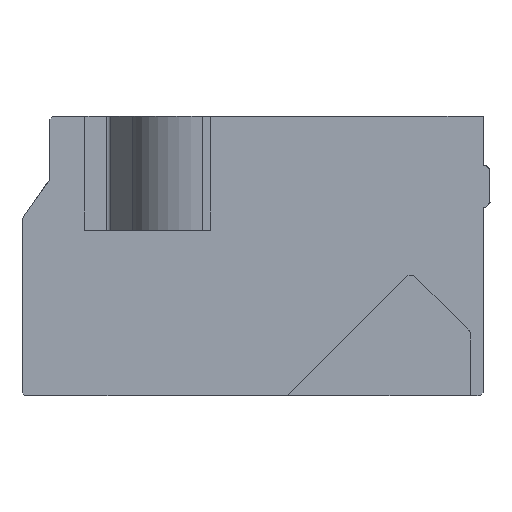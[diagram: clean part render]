
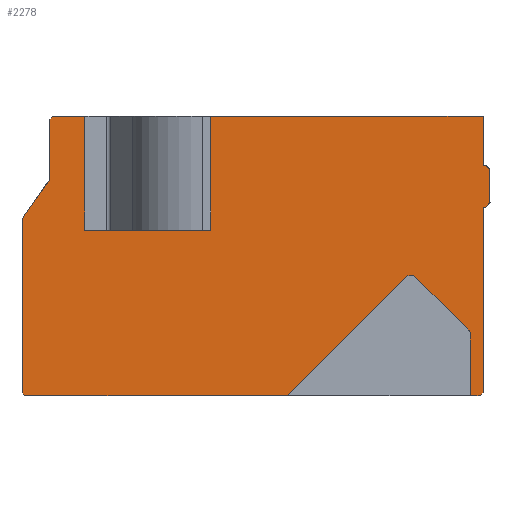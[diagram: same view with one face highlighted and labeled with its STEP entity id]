
A CAD part, left-side view. The second image highlights one B-rep face of the part: STEP entity #2278.
In plain terms, the highlighted planar face has unit normal (-1, 0, 0).
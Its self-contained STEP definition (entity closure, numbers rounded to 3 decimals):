
#188=FACE_OUTER_BOUND('',#316,.T.);
#316=EDGE_LOOP('',(#1979,#1980,#1981,#1982,#1983,#1984,#1985,#1986,#1987,
#1988,#1989,#1990,#1991,#1992,#1993,#1994,#1995,#1996,#1997,#1998,#1999,
#2000,#2001,#2002,#2003));
#407=CIRCLE('',#2501,1.);
#408=CIRCLE('',#2502,1.);
#496=LINE('',#3420,#736);
#513=LINE('',#3471,#753);
#516=LINE('',#3476,#756);
#520=LINE('',#3483,#760);
#529=LINE('',#3504,#769);
#533=LINE('',#3519,#773);
#614=LINE('',#3775,#854);
#619=LINE('',#3782,#859);
#620=LINE('',#3785,#860);
#622=LINE('',#3789,#862);
#623=LINE('',#3793,#863);
#624=LINE('',#3796,#864);
#625=LINE('',#3798,#865);
#626=LINE('',#3800,#866);
#627=LINE('',#3802,#867);
#628=LINE('',#3804,#868);
#629=LINE('',#3806,#869);
#630=LINE('',#3808,#870);
#631=LINE('',#3810,#871);
#632=LINE('',#3812,#872);
#633=LINE('',#3813,#873);
#634=LINE('',#3815,#874);
#635=LINE('',#3816,#875);
#736=VECTOR('',#2755,10.);
#753=VECTOR('',#2804,10.);
#756=VECTOR('',#2809,10.);
#760=VECTOR('',#2813,10.);
#769=VECTOR('',#2830,10.);
#773=VECTOR('',#2844,10.);
#854=VECTOR('',#3103,10.);
#859=VECTOR('',#3110,10.);
#860=VECTOR('',#3113,10.);
#862=VECTOR('',#3117,10.);
#863=VECTOR('',#3120,10.);
#864=VECTOR('',#3123,10.);
#865=VECTOR('',#3124,10.);
#866=VECTOR('',#3125,10.);
#867=VECTOR('',#3126,10.);
#868=VECTOR('',#3127,10.);
#869=VECTOR('',#3128,10.);
#870=VECTOR('',#3129,10.);
#871=VECTOR('',#3130,10.);
#872=VECTOR('',#3131,10.);
#873=VECTOR('',#3132,10.);
#874=VECTOR('',#3133,10.);
#875=VECTOR('',#3134,10.);
#967=VERTEX_POINT('',#3418);
#968=VERTEX_POINT('',#3419);
#985=VERTEX_POINT('',#3469);
#986=VERTEX_POINT('',#3470);
#987=VERTEX_POINT('',#3475);
#990=VERTEX_POINT('',#3481);
#997=VERTEX_POINT('',#3501);
#998=VERTEX_POINT('',#3503);
#1088=VERTEX_POINT('',#3771);
#1090=VERTEX_POINT('',#3774);
#1091=VERTEX_POINT('',#3780);
#1092=VERTEX_POINT('',#3784);
#1093=VERTEX_POINT('',#3788);
#1094=VERTEX_POINT('',#3790);
#1095=VERTEX_POINT('',#3792);
#1096=VERTEX_POINT('',#3794);
#1097=VERTEX_POINT('',#3797);
#1098=VERTEX_POINT('',#3799);
#1099=VERTEX_POINT('',#3801);
#1100=VERTEX_POINT('',#3803);
#1101=VERTEX_POINT('',#3805);
#1102=VERTEX_POINT('',#3807);
#1103=VERTEX_POINT('',#3809);
#1104=VERTEX_POINT('',#3811);
#1105=VERTEX_POINT('',#3814);
#1223=EDGE_CURVE('',#967,#968,#496,.T.);
#1248=EDGE_CURVE('',#985,#986,#513,.T.);
#1251=EDGE_CURVE('',#986,#987,#516,.T.);
#1255=EDGE_CURVE('',#990,#967,#520,.T.);
#1265=EDGE_CURVE('',#997,#998,#529,.T.);
#1273=EDGE_CURVE('',#968,#997,#533,.T.);
#1399=EDGE_CURVE('',#1090,#1088,#614,.T.);
#1404=EDGE_CURVE('',#1091,#1088,#619,.T.);
#1405=EDGE_CURVE('',#998,#1092,#620,.T.);
#1407=EDGE_CURVE('',#1093,#990,#622,.F.);
#1408=EDGE_CURVE('',#1094,#1093,#407,.T.);
#1409=EDGE_CURVE('',#1095,#1094,#623,.F.);
#1410=EDGE_CURVE('',#1096,#1095,#408,.T.);
#1411=EDGE_CURVE('',#1096,#987,#624,.T.);
#1412=EDGE_CURVE('',#1097,#985,#625,.T.);
#1413=EDGE_CURVE('',#1098,#1097,#626,.T.);
#1414=EDGE_CURVE('',#1098,#1099,#627,.T.);
#1415=EDGE_CURVE('',#1100,#1099,#628,.T.);
#1416=EDGE_CURVE('',#1100,#1101,#629,.T.);
#1417=EDGE_CURVE('',#1101,#1102,#630,.T.);
#1418=EDGE_CURVE('',#1103,#1102,#631,.T.);
#1419=EDGE_CURVE('',#1103,#1104,#632,.T.);
#1420=EDGE_CURVE('',#1090,#1104,#633,.T.);
#1421=EDGE_CURVE('',#1091,#1105,#634,.T.);
#1422=EDGE_CURVE('',#1105,#1092,#635,.T.);
#1979=ORIENTED_EDGE('',*,*,#1223,.F.);
#1980=ORIENTED_EDGE('',*,*,#1255,.F.);
#1981=ORIENTED_EDGE('',*,*,#1407,.F.);
#1982=ORIENTED_EDGE('',*,*,#1408,.F.);
#1983=ORIENTED_EDGE('',*,*,#1409,.F.);
#1984=ORIENTED_EDGE('',*,*,#1410,.F.);
#1985=ORIENTED_EDGE('',*,*,#1411,.T.);
#1986=ORIENTED_EDGE('',*,*,#1251,.F.);
#1987=ORIENTED_EDGE('',*,*,#1248,.F.);
#1988=ORIENTED_EDGE('',*,*,#1412,.F.);
#1989=ORIENTED_EDGE('',*,*,#1413,.F.);
#1990=ORIENTED_EDGE('',*,*,#1414,.T.);
#1991=ORIENTED_EDGE('',*,*,#1415,.F.);
#1992=ORIENTED_EDGE('',*,*,#1416,.T.);
#1993=ORIENTED_EDGE('',*,*,#1417,.T.);
#1994=ORIENTED_EDGE('',*,*,#1418,.F.);
#1995=ORIENTED_EDGE('',*,*,#1419,.T.);
#1996=ORIENTED_EDGE('',*,*,#1420,.F.);
#1997=ORIENTED_EDGE('',*,*,#1399,.T.);
#1998=ORIENTED_EDGE('',*,*,#1404,.F.);
#1999=ORIENTED_EDGE('',*,*,#1421,.T.);
#2000=ORIENTED_EDGE('',*,*,#1422,.T.);
#2001=ORIENTED_EDGE('',*,*,#1405,.F.);
#2002=ORIENTED_EDGE('',*,*,#1265,.F.);
#2003=ORIENTED_EDGE('',*,*,#1273,.F.);
#2161=PLANE('',#2500);
#2278=ADVANCED_FACE('',(#188),#2161,.F.);
#2500=AXIS2_PLACEMENT_3D('',#3787,#3115,#3116);
#2501=AXIS2_PLACEMENT_3D('',#3791,#3118,#3119);
#2502=AXIS2_PLACEMENT_3D('',#3795,#3121,#3122);
#2755=DIRECTION('',(0.,0.707,0.707));
#2804=DIRECTION('',(0.,0.707,-0.707));
#2809=DIRECTION('',(0.,1.,0.));
#2813=DIRECTION('',(0.,1.,0.));
#2830=DIRECTION('',(0.,-0.574,0.819));
#2844=DIRECTION('',(0.,0.,1.));
#3103=DIRECTION('',(0.,1.,0.));
#3110=DIRECTION('',(0.,0.,-1.));
#3113=DIRECTION('',(0.,0.,1.));
#3115=DIRECTION('center_axis',(1.,0.,0.));
#3116=DIRECTION('ref_axis',(0.,0.,1.));
#3117=DIRECTION('',(0.,-0.707,0.707));
#3118=DIRECTION('center_axis',(-1.,0.,0.));
#3119=DIRECTION('ref_axis',(0.,-0.001,
1.));
#3120=DIRECTION('',(0.,-0.707,-0.708));
#3121=DIRECTION('center_axis',(-1.,0.,0.));
#3122=DIRECTION('ref_axis',(0.,-0.924,0.382));
#3123=DIRECTION('',(0.,0.,-1.));
#3124=DIRECTION('',(0.,0.,-1.));
#3125=DIRECTION('',(0.,1.,0.));
#3126=DIRECTION('',(0.,-0.707,0.707));
#3127=DIRECTION('',(0.,0.,-1.));
#3128=DIRECTION('',(0.,0.707,0.707));
#3129=DIRECTION('',(0.,1.,0.));
#3130=DIRECTION('',(0.,0.,-1.));
#3131=DIRECTION('',(0.,1.,0.));
#3132=DIRECTION('',(0.,0.,1.));
#3133=DIRECTION('',(0.,1.,0.));
#3134=DIRECTION('',(0.,0.707,-0.707));
#3418=CARTESIAN_POINT('',(-84.,-27.9,23.6));
#3419=CARTESIAN_POINT('',(-84.,-27.5,24.));
#3420=CARTESIAN_POINT('',(-84.,-41.7,9.8));
#3469=CARTESIAN_POINT('',(-84.,-93.5,24.));
#3470=CARTESIAN_POINT('',(-84.,-93.1,23.6));
#3471=CARTESIAN_POINT('',(-84.,-105.8,36.3));
#3475=CARTESIAN_POINT('',(-84.,-91.7,23.6));
#3476=CARTESIAN_POINT('',(-84.,-103.5,23.6));
#3481=CARTESIAN_POINT('',(-84.,-65.502,23.6));
#3483=CARTESIAN_POINT('',(-84.,-86.106,23.6));
#3501=CARTESIAN_POINT('',(-84.,-27.5,48.887));
#3503=CARTESIAN_POINT('',(-84.,-31.5,54.6));
#3504=CARTESIAN_POINT('',(-84.,-42.754,70.672));
#3519=CARTESIAN_POINT('',(-84.,-27.5,38.6));
#3771=CARTESIAN_POINT('',(-84.,-36.5,47.302));
#3774=CARTESIAN_POINT('',(-84.,-54.544,47.302));
#3775=CARTESIAN_POINT('',(-84.,-87.25,47.302));
#3780=CARTESIAN_POINT('',(-84.,-36.5,63.6));
#3782=CARTESIAN_POINT('',(-84.,-36.5,54.1));
#3784=CARTESIAN_POINT('',(-84.,-31.5,63.2));
#3785=CARTESIAN_POINT('',(-84.,-31.5,54.1));
#3787=CARTESIAN_POINT('Origin',(-84.,-113.5,53.6));
#3788=CARTESIAN_POINT('',(-84.,-82.462,40.546));
#3789=CARTESIAN_POINT('',(-84.,-92.095,50.171));
#3790=CARTESIAN_POINT('',(-84.,-83.877,40.545));
#3791=CARTESIAN_POINT('Origin',(-84.,-83.169,39.839));
#3792=CARTESIAN_POINT('',(-84.,-91.408,33.005));
#3793=CARTESIAN_POINT('',(-84.,-91.354,33.059));
#3794=CARTESIAN_POINT('',(-84.,-91.7,32.298));
#3795=CARTESIAN_POINT('Origin',(-84.,-90.7,32.298));
#3796=CARTESIAN_POINT('',(-84.,-91.7,48.6));
#3797=CARTESIAN_POINT('',(-84.,-93.5,50.6));
#3798=CARTESIAN_POINT('',(-84.,-93.5,48.6));
#3799=CARTESIAN_POINT('',(-84.,-93.9,50.6));
#3800=CARTESIAN_POINT('',(-84.,-103.5,50.6));
#3801=CARTESIAN_POINT('',(-84.,-94.5,51.2));
#3802=CARTESIAN_POINT('',(-84.,-104.85,61.55));
#3803=CARTESIAN_POINT('',(-84.,-94.5,56.));
#3804=CARTESIAN_POINT('',(-84.,-94.5,53.6));
#3805=CARTESIAN_POINT('',(-84.,-93.9,56.6));
#3806=CARTESIAN_POINT('',(-84.,-94.55,55.95));
#3807=CARTESIAN_POINT('',(-84.,-93.5,56.6));
#3808=CARTESIAN_POINT('',(-84.,-103.5,56.6));
#3809=CARTESIAN_POINT('',(-84.,-93.5,63.6));
#3810=CARTESIAN_POINT('',(-84.,-93.5,48.6));
#3811=CARTESIAN_POINT('',(-84.,-54.544,63.6));
#3812=CARTESIAN_POINT('',(-84.,-54.544,63.6));
#3813=CARTESIAN_POINT('',(-84.,-54.544,48.6));
#3814=CARTESIAN_POINT('',(-84.,-31.9,63.6));
#3815=CARTESIAN_POINT('',(-84.,-87.25,63.6));
#3816=CARTESIAN_POINT('',(-84.,-49.7,81.4));
